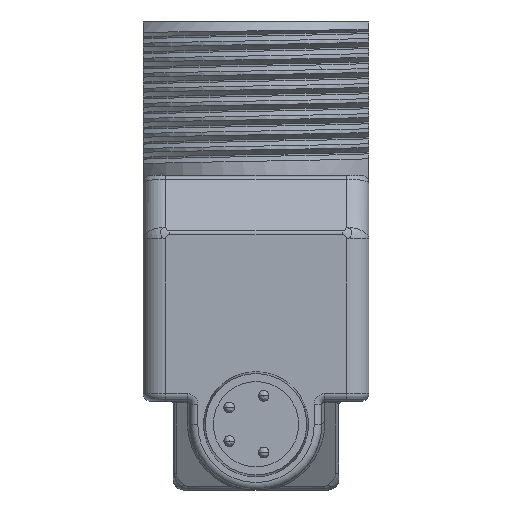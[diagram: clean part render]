
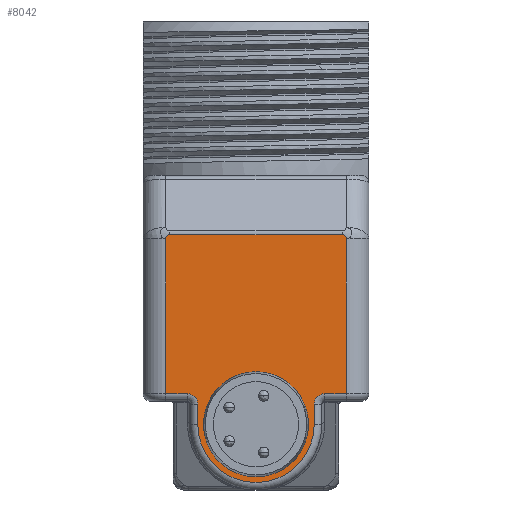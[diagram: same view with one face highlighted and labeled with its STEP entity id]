
A CAD part, front view. The second image highlights one B-rep face of the part: STEP entity #8042.
In plain terms, the highlighted planar face has unit normal (0, -1, 0).
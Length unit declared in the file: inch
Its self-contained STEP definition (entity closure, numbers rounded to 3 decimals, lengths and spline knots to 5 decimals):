
#530=DIRECTION('',(0.,0.,-1.));
#531=VECTOR('',#530,0.40544);
#532=CARTESIAN_POINT('',(-0.23622,-0.67913,
0.13772));
#533=LINE('',#532,#531);
#543=CARTESIAN_POINT('',(-0.23622,-0.67913,
0.13772));
#544=CARTESIAN_POINT('',(-0.23608,-0.67913,
0.14281));
#545=CARTESIAN_POINT('',(-0.23076,-0.67913,
0.14827));
#546=CARTESIAN_POINT('',(-0.22567,-0.67913,
0.14827));
#548=CARTESIAN_POINT('',(0.23622,-0.67913,
0.13772));
#549=CARTESIAN_POINT('',(0.23608,-0.67913,
0.14281));
#550=CARTESIAN_POINT('',(0.23076,-0.67913,
0.14827));
#551=CARTESIAN_POINT('',(0.22567,-0.67913,
0.14827));
#553=CARTESIAN_POINT('',(0.,-0.67913,-0.34764));
#554=DIRECTION('',(0.,-1.,0.));
#555=DIRECTION('',(1.,0.,0.));
#556=AXIS2_PLACEMENT_3D('',#553,#554,#555);
#558=CARTESIAN_POINT('',(0.,-0.67913,-0.34764));
#559=DIRECTION('',(0.,-1.,0.));
#560=DIRECTION('',(-1.,0.,0.));
#561=AXIS2_PLACEMENT_3D('',#558,#559,#560);
#567=DIRECTION('',(0.,0.,1.));
#568=VECTOR('',#567,0.40544);
#569=CARTESIAN_POINT('',(0.23622,-0.67913,
-0.26772));
#570=LINE('',#569,#568);
#1301=CARTESIAN_POINT('',(-0.17992,-0.67913,
-0.29528));
#1302=DIRECTION('',(0.,-1.,0.));
#1303=DIRECTION('',(1.,0.,0.));
#1304=AXIS2_PLACEMENT_3D('',#1301,#1302,#1303);
#1315=DIRECTION('',(-1.,0.,0.));
#1316=VECTOR('',#1315,0.0563);
#1317=CARTESIAN_POINT('',(-0.17992,-0.67913,
-0.26772));
#1318=LINE('',#1317,#1316);
#1356=DIRECTION('',(0.,0.,1.));
#1357=VECTOR('',#1356,0.05236);
#1358=CARTESIAN_POINT('',(-0.15236,-0.67913,
-0.34764));
#1359=LINE('',#1358,#1357);
#1374=CARTESIAN_POINT('',(0.,-0.67913,-0.34764));
#1375=DIRECTION('',(0.,1.,0.));
#1376=DIRECTION('',(1.,0.,0.));
#1377=AXIS2_PLACEMENT_3D('',#1374,#1375,#1376);
#1388=DIRECTION('',(0.,0.,-1.));
#1389=VECTOR('',#1388,0.05236);
#1390=CARTESIAN_POINT('',(0.15236,-0.67913,
-0.29528));
#1391=LINE('',#1390,#1389);
#1419=CARTESIAN_POINT('',(0.17992,-0.67913,
-0.29528));
#1420=DIRECTION('',(0.,-1.,0.));
#1421=DIRECTION('',(0.,0.,1.));
#1422=AXIS2_PLACEMENT_3D('',#1419,#1420,#1421);
#1433=DIRECTION('',(-1.,0.,0.));
#1434=VECTOR('',#1433,0.0563);
#1435=CARTESIAN_POINT('',(0.23622,-0.67913,
-0.26772));
#1436=LINE('',#1435,#1434);
#6156=DIRECTION('',(-1.,0.,0.));
#6157=VECTOR('',#6156,0.45134);
#6158=CARTESIAN_POINT('',(0.22567,-0.67913,
0.14827));
#6159=LINE('',#6158,#6157);
#6895=VERTEX_POINT('',#548);
#6896=VERTEX_POINT('',#551);
#6902=CARTESIAN_POINT('',(-0.22567,-0.67913,
0.14827));
#6903=VERTEX_POINT('',#6902);
#6904=VERTEX_POINT('',#543);
#7492=CARTESIAN_POINT('',(-0.23622,-0.67913,
-0.26772));
#7493=VERTEX_POINT('',#7492);
#7496=CARTESIAN_POINT('',(-0.17992,-0.67913,
-0.26772));
#7497=VERTEX_POINT('',#7496);
#7500=CARTESIAN_POINT('',(-0.15236,-0.67913,
-0.29528));
#7501=VERTEX_POINT('',#7500);
#7504=CARTESIAN_POINT('',(-0.15236,-0.67913,
-0.34764));
#7505=VERTEX_POINT('',#7504);
#7508=CARTESIAN_POINT('',(0.15236,-0.67913,
-0.34764));
#7509=VERTEX_POINT('',#7508);
#7512=CARTESIAN_POINT('',(0.15236,-0.67913,
-0.29528));
#7513=VERTEX_POINT('',#7512);
#7516=CARTESIAN_POINT('',(0.17992,-0.67913,
-0.26772));
#7517=VERTEX_POINT('',#7516);
#7520=CARTESIAN_POINT('',(0.23622,-0.67913,
-0.26772));
#7521=VERTEX_POINT('',#7520);
#7671=CARTESIAN_POINT('',(0.1275,-0.67913,-0.34764));
#7672=CARTESIAN_POINT('',(-0.1275,-0.67913,-0.34764));
#7673=VERTEX_POINT('',#7671);
#7674=VERTEX_POINT('',#7672);
#8006=CARTESIAN_POINT('',(-0.29528,-0.67913,0.));
#8007=DIRECTION('',(0.,-1.,0.));
#8008=DIRECTION('',(1.,0.,0.));
#8009=AXIS2_PLACEMENT_3D('',#8006,#8007,#8008);
#8010=PLANE('',#8009);
#8012=ORIENTED_EDGE('',*,*,#8011,.F.);
#8014=ORIENTED_EDGE('',*,*,#8013,.T.);
#8016=ORIENTED_EDGE('',*,*,#8015,.T.);
#8018=ORIENTED_EDGE('',*,*,#8017,.T.);
#8020=ORIENTED_EDGE('',*,*,#8019,.T.);
#8022=ORIENTED_EDGE('',*,*,#8021,.T.);
#8024=ORIENTED_EDGE('',*,*,#8023,.T.);
#8026=ORIENTED_EDGE('',*,*,#8025,.T.);
#8027=ORIENTED_EDGE('',*,*,#7996,.F.);
#8029=ORIENTED_EDGE('',*,*,#8028,.T.);
#8031=ORIENTED_EDGE('',*,*,#8030,.F.);
#8033=ORIENTED_EDGE('',*,*,#8032,.F.);
#8034=EDGE_LOOP('',(#8012,#8014,#8016,#8018,#8020,#8022,#8024,#8026,#8027,#8029,
#8031,#8033));
#8035=FACE_OUTER_BOUND('',#8034,.F.);
#8037=ORIENTED_EDGE('',*,*,#8036,.T.);
#8039=ORIENTED_EDGE('',*,*,#8038,.T.);
#8040=EDGE_LOOP('',(#8037,#8039));
#8041=FACE_BOUND('',#8040,.F.);
#8042=ADVANCED_FACE('',(#8035,#8041),#8010,.T.);
#547=B_SPLINE_CURVE_WITH_KNOTS('',3,(#543,#544,#545,#546),.UNSPECIFIED.,.F.,.F.,
(4,4),(0.,1.),.UNSPECIFIED.);
#552=B_SPLINE_CURVE_WITH_KNOTS('',3,(#548,#549,#550,#551),.UNSPECIFIED.,.F.,.F.,
(4,4),(0.,1.),.UNSPECIFIED.);
#557=CIRCLE('',#556,0.1275);
#562=CIRCLE('',#561,0.1275);
#1305=CIRCLE('',#1304,0.02756);
#1378=CIRCLE('',#1377,0.15236);
#1423=CIRCLE('',#1422,0.02756);
#7996=EDGE_CURVE('',#6904,#7493,#533,.T.);
#8011=EDGE_CURVE('',#7521,#6895,#570,.T.);
#8013=EDGE_CURVE('',#7521,#7517,#1436,.T.);
#8015=EDGE_CURVE('',#7517,#7513,#1423,.T.);
#8017=EDGE_CURVE('',#7513,#7509,#1391,.T.);
#8019=EDGE_CURVE('',#7509,#7505,#1378,.T.);
#8021=EDGE_CURVE('',#7505,#7501,#1359,.T.);
#8023=EDGE_CURVE('',#7501,#7497,#1305,.T.);
#8025=EDGE_CURVE('',#7497,#7493,#1318,.T.);
#8028=EDGE_CURVE('',#6904,#6903,#547,.T.);
#8030=EDGE_CURVE('',#6896,#6903,#6159,.T.);
#8032=EDGE_CURVE('',#6895,#6896,#552,.T.);
#8036=EDGE_CURVE('',#7673,#7674,#557,.T.);
#8038=EDGE_CURVE('',#7674,#7673,#562,.T.);
